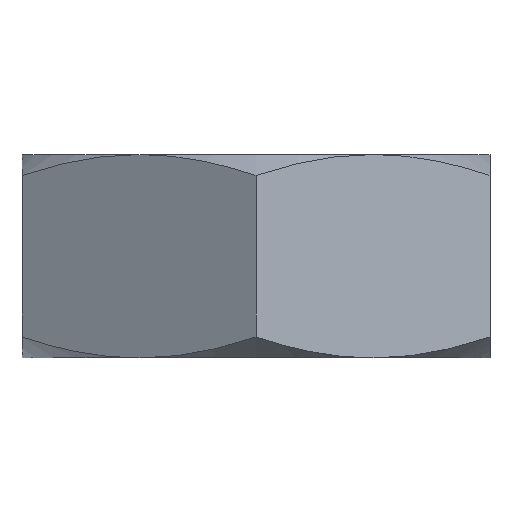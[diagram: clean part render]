
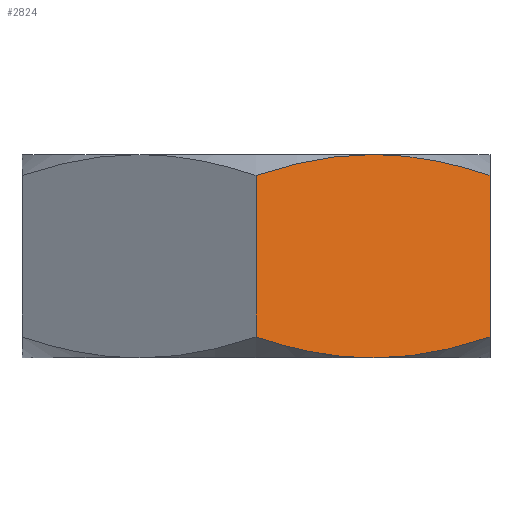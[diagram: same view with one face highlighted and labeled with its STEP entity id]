
A CAD part, front view. The second image highlights one B-rep face of the part: STEP entity #2824.
In plain terms, the highlighted planar face has unit normal (0.5, -0.866, 0).
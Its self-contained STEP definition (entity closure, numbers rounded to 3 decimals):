
#372 = CARTESIAN_POINT ( 'NONE',  ( 0., -53.116, 4.109 ) ) ;
#373 = CARTESIAN_POINT ( 'NONE',  ( 12.326, -46., 0. ) ) ;
#374 = CARTESIAN_POINT ( 'NONE',  ( 23., -39.837, 0. ) ) ;
#416 = CARTESIAN_POINT ( 'NONE',  ( 0., -53.116, 0. ) ) ;
#417 = DIRECTION ( 'NONE',  ( 0., 0., 1. ) ) ;
#502 = CARTESIAN_POINT ( 'NONE',  ( 23., -39.837, 40. ) ) ;
#503 = CARTESIAN_POINT ( 'NONE',  ( 12.326, -46., 40. ) ) ;
#504 = CARTESIAN_POINT ( 'NONE',  ( 0., -53.116, 35.891 ) ) ;
#530 = CARTESIAN_POINT ( 'NONE',  ( 46., -26.558, 0. ) ) ;
#531 = DIRECTION ( 'NONE',  ( 0., 0., 1. ) ) ;
#559 = CARTESIAN_POINT ( 'NONE',  ( 46., -26.558, 35.891 ) ) ;
#560 = CARTESIAN_POINT ( 'NONE',  ( 33.674, -33.674, 40. ) ) ;
#561 = CARTESIAN_POINT ( 'NONE',  ( 23., -39.837, 40. ) ) ;
#562 = CARTESIAN_POINT ( 'NONE',  ( 23., -39.837, 0. ) ) ;
#563 = CARTESIAN_POINT ( 'NONE',  ( 33.674, -33.674, 0. ) ) ;
#564 = CARTESIAN_POINT ( 'NONE',  ( 46., -26.558, 4.109 ) ) ;
#1287 = ORIENTED_EDGE ( 'NONE', *, *, #9460, .T. ) ;
#1290 = ORIENTED_EDGE ( 'NONE', *, *, #9471, .T. ) ;
#2000 = ORIENTED_EDGE ( 'NONE', *, *, #9404, .F. ) ;
#2288 = ORIENTED_EDGE ( 'NONE', *, *, #9399, .T. ) ;
#2418 = ORIENTED_EDGE ( 'NONE', *, *, #9470, .T. ) ;
#2496 = EDGE_LOOP ( 'NONE', ( #2418, #2601, #2000, #2288, #1290, #1287 ) ) ;
#2601 = ORIENTED_EDGE ( 'NONE', *, *, #9434, .T. ) ;
#2824 = ADVANCED_FACE ( 'NONE', ( #9803 ), #11060, .T. ) ;
#4414 = CARTESIAN_POINT ( 'NONE',  ( 23., -39.837, 40. ) ) ;
#4488 = CARTESIAN_POINT ( 'NONE',  ( 23., -39.837, 0. ) ) ;
#4548 = CARTESIAN_POINT ( 'NONE',  ( 0., -53.116, 35.891 ) ) ;
#4618 = CARTESIAN_POINT ( 'NONE',  ( 46., -26.558, 4.109 ) ) ;
#4620 = CARTESIAN_POINT ( 'NONE',  ( 46., -26.558, 35.891 ) ) ;
#4670 = CARTESIAN_POINT ( 'NONE',  ( 0., -53.116, 4.109 ) ) ;
#5374 = LINE ( 'NONE', #416, #5375 ) ;
#5375 = VECTOR ( 'NONE', #417, 1000. ) ;
#5514 = LINE ( 'NONE', #530, #5516 ) ;
#5516 = VECTOR ( 'NONE', #531, 1000. ) ;
#8277 = VERTEX_POINT ( 'NONE', #4670 ) ;
#8291 = VERTEX_POINT ( 'NONE', #4548 ) ;
#8294 = VERTEX_POINT ( 'NONE', #4620 ) ;
#8296 = VERTEX_POINT ( 'NONE', #4618 ) ;
#8423 = VERTEX_POINT ( 'NONE', #4414 ) ;
#8437 = VERTEX_POINT ( 'NONE', #4488 ) ;
#9288 = AXIS2_PLACEMENT_3D ( 'NONE', #10815, #10992, #10994 ) ;
#9399 = EDGE_CURVE ( 'NONE', #8277, #8437, #12872, .T. ) ;
#9404 = EDGE_CURVE ( 'NONE', #8277, #8291, #5374, .T. ) ;
#9434 = EDGE_CURVE ( 'NONE', #8423, #8291, #12791, .T. ) ;
#9460 = EDGE_CURVE ( 'NONE', #8296, #8294, #5514, .T. ) ;
#9470 = EDGE_CURVE ( 'NONE', #8294, #8423, #12734, .T. ) ;
#9471 = EDGE_CURVE ( 'NONE', #8437, #8296, #12767, .T. ) ;
#9803 = FACE_OUTER_BOUND ( 'NONE', #2496, .T. ) ;
#10815 = CARTESIAN_POINT ( 'NONE',  ( 0., -53.116, 0. ) ) ;
#10992 = DIRECTION ( 'NONE',  ( 0.5, -0.866, 0. ) ) ;
#10994 = DIRECTION ( 'NONE',  ( 0.866, 0.5, 0. ) ) ;
#11060 = PLANE ( 'NONE',  #9288 ) ;
#12734 =( BOUNDED_CURVE ( )  B_SPLINE_CURVE ( 2, ( #559, #560, #561 ),
 .UNSPECIFIED., .F., .F. ) 
 B_SPLINE_CURVE_WITH_KNOTS ( ( 3, 3 ),
 ( 2.285, 5.34 ),
 .UNSPECIFIED. ) 
 CURVE ( )  GEOMETRIC_REPRESENTATION_ITEM ( )  RATIONAL_B_SPLINE_CURVE ( ( 1.058, 1.068, 1. ) ) 
 REPRESENTATION_ITEM ( '' )  );
#12767 =( BOUNDED_CURVE ( )  B_SPLINE_CURVE ( 2, ( #562, #563, #564 ),
 .UNSPECIFIED., .F., .F. ) 
 B_SPLINE_CURVE_WITH_KNOTS ( ( 3, 3 ),
 ( 5.34, 8.395 ),
 .UNSPECIFIED. ) 
 CURVE ( )  GEOMETRIC_REPRESENTATION_ITEM ( )  RATIONAL_B_SPLINE_CURVE ( ( 1., 1.068, 1.058 ) ) 
 REPRESENTATION_ITEM ( '' )  );
#12791 =( BOUNDED_CURVE ( )  B_SPLINE_CURVE ( 2, ( #502, #503, #504 ),
 .UNSPECIFIED., .F., .F. ) 
 B_SPLINE_CURVE_WITH_KNOTS ( ( 3, 3 ),
 ( 5.34, 8.395 ),
 .UNSPECIFIED. ) 
 CURVE ( )  GEOMETRIC_REPRESENTATION_ITEM ( )  RATIONAL_B_SPLINE_CURVE ( ( 1., 1.068, 1.058 ) ) 
 REPRESENTATION_ITEM ( '' )  );
#12872 =( BOUNDED_CURVE ( )  B_SPLINE_CURVE ( 2, ( #372, #373, #374 ),
 .UNSPECIFIED., .F., .F. ) 
 B_SPLINE_CURVE_WITH_KNOTS ( ( 3, 3 ),
 ( 2.285, 5.34 ),
 .UNSPECIFIED. ) 
 CURVE ( )  GEOMETRIC_REPRESENTATION_ITEM ( )  RATIONAL_B_SPLINE_CURVE ( ( 1.058, 1.068, 1. ) ) 
 REPRESENTATION_ITEM ( '' )  );
